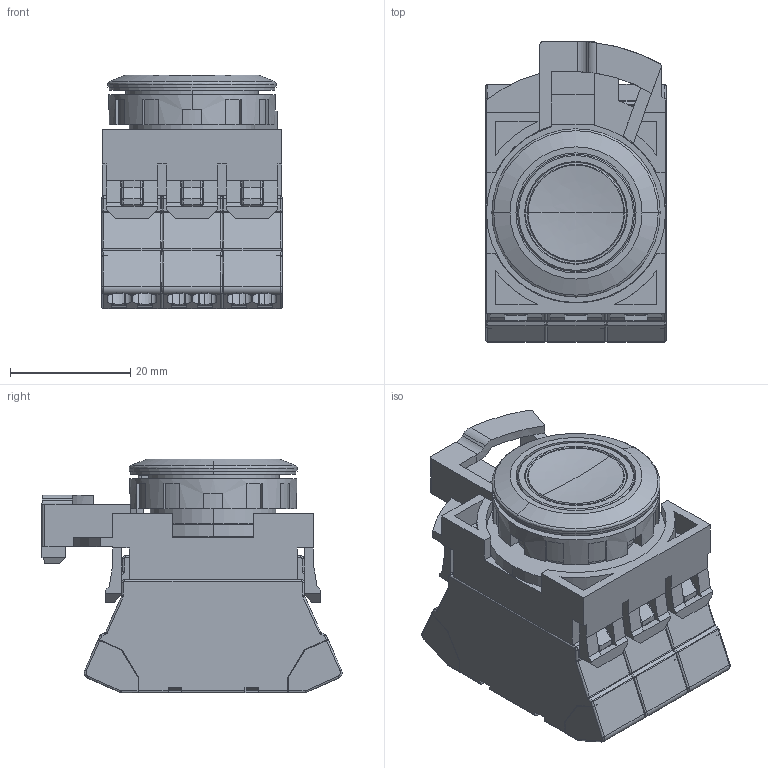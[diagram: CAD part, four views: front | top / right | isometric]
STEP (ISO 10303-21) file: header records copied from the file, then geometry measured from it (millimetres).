
FILE_DESCRIPTION (( 'STEP AP214' ), '1' );
FILE_NAME ('111_CW[1][4]B-M1Pxx$.STEP', '2020-08-04T06:20:36', ( 'IDEC' ), ( 'IDEC' ), 'SwSTEP 2.0', 'SolidWorks 2019', '' );
FILE_SCHEMA (( 'AUTOMOTIVE_DESIGN' ));
Length unit declared in the file: millimetre
Products named in the file (6): CW-CN; 111_CW[1][4]B-M1Pxx$; CW-PB-BODY; HW-Pxx(R); CW-ROUND-FLUSH-BUTTON; CW-LOCK-NUT
Assembly tree (7 placements, depth 2):
  111_CW[1][4]B-M1Pxx$
    CW-PB-BODY
    CW-ROUND-FLUSH-BUTTON
    CW-CN
    HW-Pxx(R)  x3
    CW-LOCK-NUT
Bounding box: 30 x 49.96 x 38.93 mm (x, y, z)
Volume: 34070.9 mm3; surface area: 21902.5 mm2
Topology: 7 solids, 10 shells, 1787 faces, 4911 edges, 3119 vertices
Faces by surface type: plane 1048, cylinder 601, bspline 126, cone 12
Entity records: 26813 total; most frequent: CARTESIAN_POINT 5935, ORIENTED_EDGE 4478, DIRECTION 4129, EDGE_CURVE 2239, VECTOR 1625, LINE 1625, VERTEX_POINT 1435, AXIS2_PLACEMENT_3D 1252
